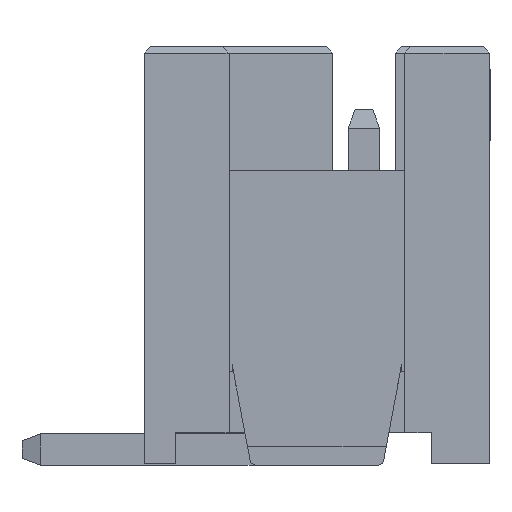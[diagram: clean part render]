
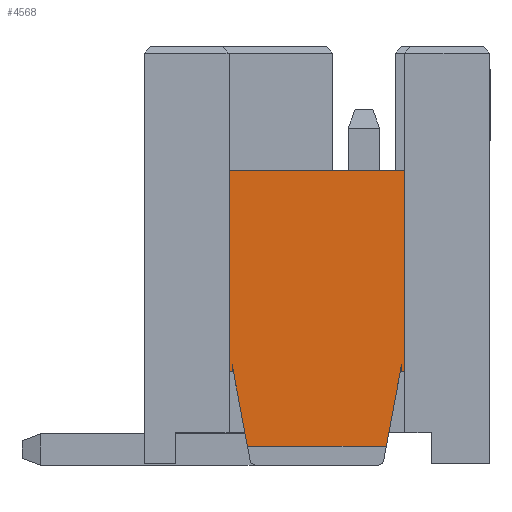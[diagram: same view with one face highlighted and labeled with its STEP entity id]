
A CAD part, left-side view. The second image highlights one B-rep face of the part: STEP entity #4568.
In plain terms, the highlighted planar face has unit normal (-1, 0, 0).
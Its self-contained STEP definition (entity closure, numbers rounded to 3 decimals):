
#325 = VERTEX_POINT ( 'NONE', #14008 ) ;
#446 = CARTESIAN_POINT ( 'NONE',  ( -6.5, -2.325, 0.18 ) ) ;
#646 = DIRECTION ( 'NONE',  ( 0., 0., -1. ) ) ;
#1101 = VECTOR ( 'NONE', #3583, 1000. ) ;
#1538 = EDGE_CURVE ( 'NONE', #23627, #7728, #6390, .T. ) ;
#1827 = EDGE_CURVE ( 'NONE', #21733, #12121, #3139, .T. ) ;
#2510 = EDGE_LOOP ( 'NONE', ( #7966, #14203, #19215, #16956, #10287, #21704, #8066, #9091, #9806, #7013 ) ) ;
#2760 = EDGE_CURVE ( 'NONE', #3189, #325, #9707, .T. ) ;
#2865 = CARTESIAN_POINT ( 'NONE',  ( -6.5, -2.071, 0.228 ) ) ;
#3139 = LINE ( 'NONE', #21753, #12102 ) ;
#3172 = CARTESIAN_POINT ( 'NONE',  ( -6.5, -2.325, 4.68 ) ) ;
#3189 = VERTEX_POINT ( 'NONE', #7768 ) ;
#3583 = DIRECTION ( 'NONE',  ( 0., -1., 0. ) ) ;
#4568 = ADVANCED_FACE ( 'NONE', ( #18343 ), #9485, .T. ) ;
#4588 = EDGE_CURVE ( 'NONE', #325, #23627, #7782, .T. ) ;
#4611 = CARTESIAN_POINT ( 'NONE',  ( -6.5, -2.325, 1.48 ) ) ;
#4715 = LINE ( 'NONE', #2865, #23570 ) ;
#4906 = LINE ( 'NONE', #10583, #6048 ) ;
#6048 = VECTOR ( 'NONE', #6484, 1000. ) ;
#6146 = DIRECTION ( 'NONE',  ( 0., 0., 1. ) ) ;
#6390 = LINE ( 'NONE', #15390, #9491 ) ;
#6391 = CARTESIAN_POINT ( 'NONE',  ( -6.5, -2.775, 1.48 ) ) ;
#6484 = DIRECTION ( 'NONE',  ( 0., -1., 0. ) ) ;
#7013 = ORIENTED_EDGE ( 'NONE', *, *, #22946, .T. ) ;
#7243 = LINE ( 'NONE', #3172, #11788 ) ;
#7728 = VERTEX_POINT ( 'NONE', #8486 ) ;
#7768 = CARTESIAN_POINT ( 'NONE',  ( -6.5, -2.081, 0.28 ) ) ;
#7782 = LINE ( 'NONE', #13721, #8860 ) ;
#7966 = ORIENTED_EDGE ( 'NONE', *, *, #1538, .F. ) ;
#8066 = ORIENTED_EDGE ( 'NONE', *, *, #1827, .T. ) ;
#8088 = CARTESIAN_POINT ( 'NONE',  ( -6.5, 0.825, 4.68 ) ) ;
#8334 = VERTEX_POINT ( 'NONE', #15853 ) ;
#8404 = CARTESIAN_POINT ( 'NONE',  ( -6.5, -2.775, 4.68 ) ) ;
#8486 = CARTESIAN_POINT ( 'NONE',  ( -6.5, 0.375, 1.48 ) ) ;
#8860 = VECTOR ( 'NONE', #15680, 1000. ) ;
#9091 = ORIENTED_EDGE ( 'NONE', *, *, #18624, .T. ) ;
#9485 = PLANE ( 'NONE',  #18918 ) ;
#9491 = VECTOR ( 'NONE', #646, 1000. ) ;
#9655 = LINE ( 'NONE', #12952, #1101 ) ;
#9707 = LINE ( 'NONE', #22747, #16800 ) ;
#9806 = ORIENTED_EDGE ( 'NONE', *, *, #15112, .T. ) ;
#10284 = EDGE_CURVE ( 'NONE', #8334, #3189, #4715, .T. ) ;
#10287 = ORIENTED_EDGE ( 'NONE', *, *, #20475, .F. ) ;
#10305 = DIRECTION ( 'NONE',  ( 0., 0.184, -0.983 ) ) ;
#10583 = CARTESIAN_POINT ( 'NONE',  ( -6.5, 0.825, 1.48 ) ) ;
#11655 = EDGE_CURVE ( 'NONE', #13975, #21733, #9655, .T. ) ;
#11692 = CARTESIAN_POINT ( 'NONE',  ( -6.5, 0.375, 1.58 ) ) ;
#11788 = VECTOR ( 'NONE', #16216, 1000. ) ;
#12102 = VECTOR ( 'NONE', #13995, 1000. ) ;
#12121 = VERTEX_POINT ( 'NONE', #8404 ) ;
#12952 = CARTESIAN_POINT ( 'NONE',  ( -6.5, 0.825, 1.48 ) ) ;
#13560 = CARTESIAN_POINT ( 'NONE',  ( -6.5, 0.825, 1.48 ) ) ;
#13634 = VECTOR ( 'NONE', #6146, 1000. ) ;
#13721 = CARTESIAN_POINT ( 'NONE',  ( -6.5, 0.03, -0.262 ) ) ;
#13975 = VERTEX_POINT ( 'NONE', #4611 ) ;
#13995 = DIRECTION ( 'NONE',  ( 0., 0., 1. ) ) ;
#14008 = CARTESIAN_POINT ( 'NONE',  ( -6.5, 0.131, 0.28 ) ) ;
#14203 = ORIENTED_EDGE ( 'NONE', *, *, #4588, .F. ) ;
#14385 = VERTEX_POINT ( 'NONE', #8088 ) ;
#15112 = EDGE_CURVE ( 'NONE', #14385, #23697, #21084, .T. ) ;
#15390 = CARTESIAN_POINT ( 'NONE',  ( -6.5, 0.375, 0.18 ) ) ;
#15680 = DIRECTION ( 'NONE',  ( 0., 0.184, 0.983 ) ) ;
#15853 = CARTESIAN_POINT ( 'NONE',  ( -6.5, -2.325, 1.58 ) ) ;
#16216 = DIRECTION ( 'NONE',  ( 0., 1., 0. ) ) ;
#16800 = VECTOR ( 'NONE', #22974, 1000. ) ;
#16845 = CARTESIAN_POINT ( 'NONE',  ( -6.5, 0.825, 1.48 ) ) ;
#16956 = ORIENTED_EDGE ( 'NONE', *, *, #10284, .F. ) ;
#17489 = DIRECTION ( 'NONE',  ( -1., 0., 0. ) ) ;
#18343 = FACE_OUTER_BOUND ( 'NONE', #2510, .T. ) ;
#18624 = EDGE_CURVE ( 'NONE', #12121, #14385, #7243, .T. ) ;
#18768 = CARTESIAN_POINT ( 'NONE',  ( -6.5, -2.325, 0.18 ) ) ;
#18918 = AXIS2_PLACEMENT_3D ( 'NONE', #446, #17489, #20649 ) ;
#19215 = ORIENTED_EDGE ( 'NONE', *, *, #2760, .F. ) ;
#20475 = EDGE_CURVE ( 'NONE', #13975, #8334, #20476, .T. ) ;
#20476 = LINE ( 'NONE', #18768, #13634 ) ;
#20649 = DIRECTION ( 'NONE',  ( 0., 0., 1. ) ) ;
#21084 = LINE ( 'NONE', #13560, #21471 ) ;
#21471 = VECTOR ( 'NONE', #22812, 1000. ) ;
#21704 = ORIENTED_EDGE ( 'NONE', *, *, #11655, .T. ) ;
#21733 = VERTEX_POINT ( 'NONE', #6391 ) ;
#21753 = CARTESIAN_POINT ( 'NONE',  ( -6.5, -2.775, 1.48 ) ) ;
#22747 = CARTESIAN_POINT ( 'NONE',  ( -6.5, -2.325, 0.28 ) ) ;
#22812 = DIRECTION ( 'NONE',  ( 0., 0., -1. ) ) ;
#22946 = EDGE_CURVE ( 'NONE', #23697, #7728, #4906, .T. ) ;
#22974 = DIRECTION ( 'NONE',  ( 0., 1., 0. ) ) ;
#23570 = VECTOR ( 'NONE', #10305, 1000. ) ;
#23627 = VERTEX_POINT ( 'NONE', #11692 ) ;
#23697 = VERTEX_POINT ( 'NONE', #16845 ) ;
